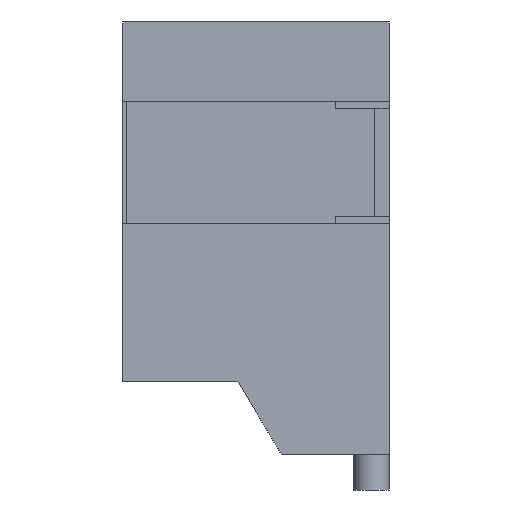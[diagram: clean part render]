
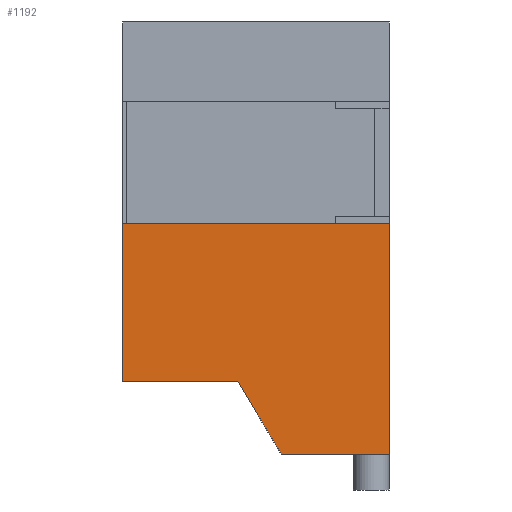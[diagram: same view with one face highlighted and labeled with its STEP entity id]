
A CAD part, left-side view. The second image highlights one B-rep face of the part: STEP entity #1192.
In plain terms, the highlighted planar face has unit normal (-1, 0, 0).
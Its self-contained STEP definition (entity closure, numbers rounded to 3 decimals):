
#763 = EDGE_CURVE ( 'NONE', #764, #765, #2258, .T. ) ;
#764 = VERTEX_POINT ( 'NONE', #2244 ) ;
#765 = VERTEX_POINT ( 'NONE', #2243 ) ;
#1111 = EDGE_CURVE ( 'NONE', #765, #1238, #3383, .T. ) ;
#1120 = VERTEX_POINT ( 'NONE', #3251 ) ;
#1123 = EDGE_CURVE ( 'NONE', #1120, #1124, #3467, .T. ) ;
#1124 = VERTEX_POINT ( 'NONE', #3463 ) ;
#1176 = EDGE_CURVE ( 'NONE', #1120, #1238, #3529, .T. ) ;
#1177 = ORIENTED_EDGE ( 'NONE', *, *, #1111, .F. ) ;
#1178 = ORIENTED_EDGE ( 'NONE', *, *, #763, .F. ) ;
#1179 = ORIENTED_EDGE ( 'NONE', *, *, #1196, .F. ) ;
#1180 = VERTEX_POINT ( 'NONE', #3525 ) ;
#1192 = ADVANCED_FACE ( 'NONE', ( #3544 ), #3497, .T. ) ;
#1193 = EDGE_LOOP ( 'NONE', ( #1194, #1195, #1177, #1178, #1179, #1197 ) ) ;
#1194 = ORIENTED_EDGE ( 'NONE', *, *, #1123, .F. ) ;
#1195 = ORIENTED_EDGE ( 'NONE', *, *, #1176, .T. ) ;
#1196 = EDGE_CURVE ( 'NONE', #1180, #764, #3492, .T. ) ;
#1197 = ORIENTED_EDGE ( 'NONE', *, *, #1198, .F. ) ;
#1198 = EDGE_CURVE ( 'NONE', #1124, #1180, #3487, .T. ) ;
#1238 = VERTEX_POINT ( 'NONE', #3513 ) ;
#2243 = CARTESIAN_POINT ( 'NONE',  ( -6., 3.7, 1. ) ) ;
#2244 = CARTESIAN_POINT ( 'NONE',  ( -6., 2.1, 1. ) ) ;
#2255 = DIRECTION ( 'NONE',  ( 0., 1., 0. ) ) ;
#2256 = VECTOR ( 'NONE', #2255, 1000. ) ;
#2257 = CARTESIAN_POINT ( 'NONE',  ( -6., 3.7, 1. ) ) ;
#2258 = LINE ( 'NONE', #2257, #2256 ) ;
#3251 = CARTESIAN_POINT ( 'NONE',  ( -6., 0., 3.2 ) ) ;
#3380 = DIRECTION ( 'NONE',  ( 0., 0., 1. ) ) ;
#3381 = VECTOR ( 'NONE', #3380, 1000. ) ;
#3382 = CARTESIAN_POINT ( 'NONE',  ( -6., 3.7, 6. ) ) ;
#3383 = LINE ( 'NONE', #3382, #3381 ) ;
#3463 = CARTESIAN_POINT ( 'NONE',  ( -6., 0., 0. ) ) ;
#3464 = DIRECTION ( 'NONE',  ( 0., 0., -1. ) ) ;
#3465 = VECTOR ( 'NONE', #3464, 1000. ) ;
#3466 = CARTESIAN_POINT ( 'NONE',  ( -6., 0., 0. ) ) ;
#3467 = LINE ( 'NONE', #3466, #3465 ) ;
#3484 = DIRECTION ( 'NONE',  ( 0., 1., 0. ) ) ;
#3485 = VECTOR ( 'NONE', #3484, 1000. ) ;
#3486 = CARTESIAN_POINT ( 'NONE',  ( -6., 1.5, 0. ) ) ;
#3487 = LINE ( 'NONE', #3486, #3485 ) ;
#3489 = DIRECTION ( 'NONE',  ( 0., 0.514, 0.857 ) ) ;
#3490 = VECTOR ( 'NONE', #3489, 1000. ) ;
#3491 = CARTESIAN_POINT ( 'NONE',  ( -6., 2.1, 1. ) ) ;
#3492 = LINE ( 'NONE', #3491, #3490 ) ;
#3493 = DIRECTION ( 'NONE',  ( 0., 0., 1. ) ) ;
#3494 = DIRECTION ( 'NONE',  ( -1., 0., 0. ) ) ;
#3495 = CARTESIAN_POINT ( 'NONE',  ( -6., 3.7, 6. ) ) ;
#3496 = AXIS2_PLACEMENT_3D ( 'NONE', #3495, #3494, #3493 ) ;
#3497 = PLANE ( 'NONE',  #3496 ) ;
#3513 = CARTESIAN_POINT ( 'NONE',  ( -6., 3.7, 3.2 ) ) ;
#3525 = CARTESIAN_POINT ( 'NONE',  ( -6., 1.5, 0. ) ) ;
#3526 = DIRECTION ( 'NONE',  ( 0., 1., 0. ) ) ;
#3527 = VECTOR ( 'NONE', #3526, 1000. ) ;
#3528 = CARTESIAN_POINT ( 'NONE',  ( -6., 0., 3.2 ) ) ;
#3529 = LINE ( 'NONE', #3528, #3527 ) ;
#3544 = FACE_OUTER_BOUND ( 'NONE', #1193, .T. ) ;
